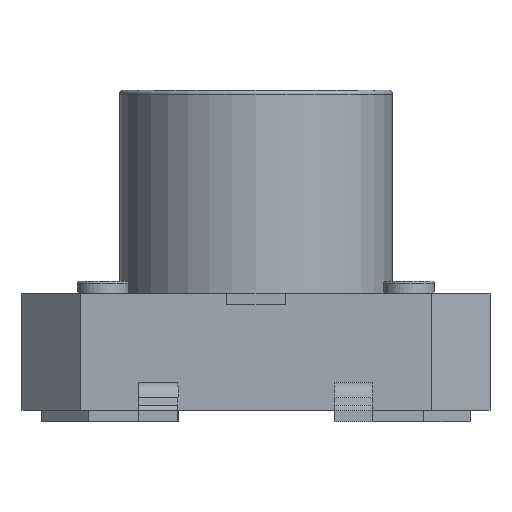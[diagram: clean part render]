
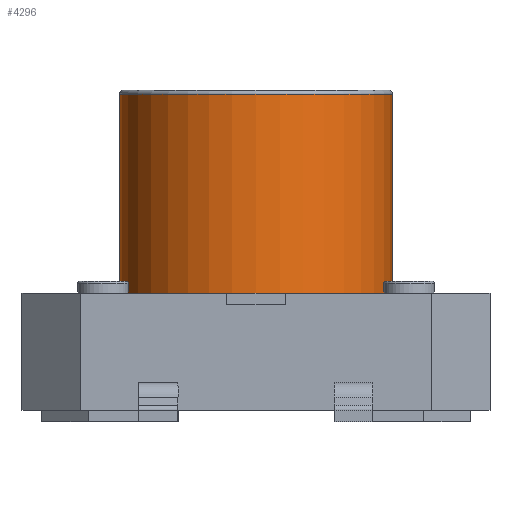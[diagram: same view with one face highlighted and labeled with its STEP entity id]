
A CAD part, left-side view. The second image highlights one B-rep face of the part: STEP entity #4296.
In plain terms, the highlighted cylindrical face has radius 3.5 mm (diameter 7 mm), a full revolution.
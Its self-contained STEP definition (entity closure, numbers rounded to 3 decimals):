
#4196 = EDGE_CURVE('',#4197,#4197,#4199,.T.);
#4197 = VERTEX_POINT('',#4198);
#4198 = CARTESIAN_POINT('',(0.,3.5,3.));
#4199 = CIRCLE('',#4200,3.5);
#4200 = AXIS2_PLACEMENT_3D('',#4201,#4202,#4203);
#4201 = CARTESIAN_POINT('',(0.,0.,3.));
#4202 = DIRECTION('',(0.,0.,1.));
#4203 = DIRECTION('',(0.,1.,0.));
#4296 = ADVANCED_FACE('',(#4297),#4316,.T.);
#4297 = FACE_BOUND('',#4298,.F.);
#4298 = EDGE_LOOP('',(#4299,#4308,#4314,#4315));
#4299 = ORIENTED_EDGE('',*,*,#4300,.T.);
#4300 = EDGE_CURVE('',#4301,#4301,#4303,.T.);
#4301 = VERTEX_POINT('',#4302);
#4302 = CARTESIAN_POINT('',(0.,3.5,8.4));
#4303 = CIRCLE('',#4304,3.5);
#4304 = AXIS2_PLACEMENT_3D('',#4305,#4306,#4307);
#4305 = CARTESIAN_POINT('',(0.,0.,8.4)
);
#4306 = DIRECTION('',(0.,0.,1.));
#4307 = DIRECTION('',(0.,1.,0.));
#4308 = ORIENTED_EDGE('',*,*,#4309,.F.);
#4309 = EDGE_CURVE('',#4197,#4301,#4310,.T.);
#4310 = LINE('',#4311,#4312);
#4311 = CARTESIAN_POINT('',(0.,3.5,3.));
#4312 = VECTOR('',#4313,1.);
#4313 = DIRECTION('',(0.,0.,1.));
#4314 = ORIENTED_EDGE('',*,*,#4196,.F.);
#4315 = ORIENTED_EDGE('',*,*,#4309,.T.);
#4316 = CYLINDRICAL_SURFACE('',#4317,3.5);
#4317 = AXIS2_PLACEMENT_3D('',#4318,#4319,#4320);
#4318 = CARTESIAN_POINT('',(0.,0.,3.));
#4319 = DIRECTION('',(0.,0.,-1.));
#4320 = DIRECTION('',(0.,1.,0.));
